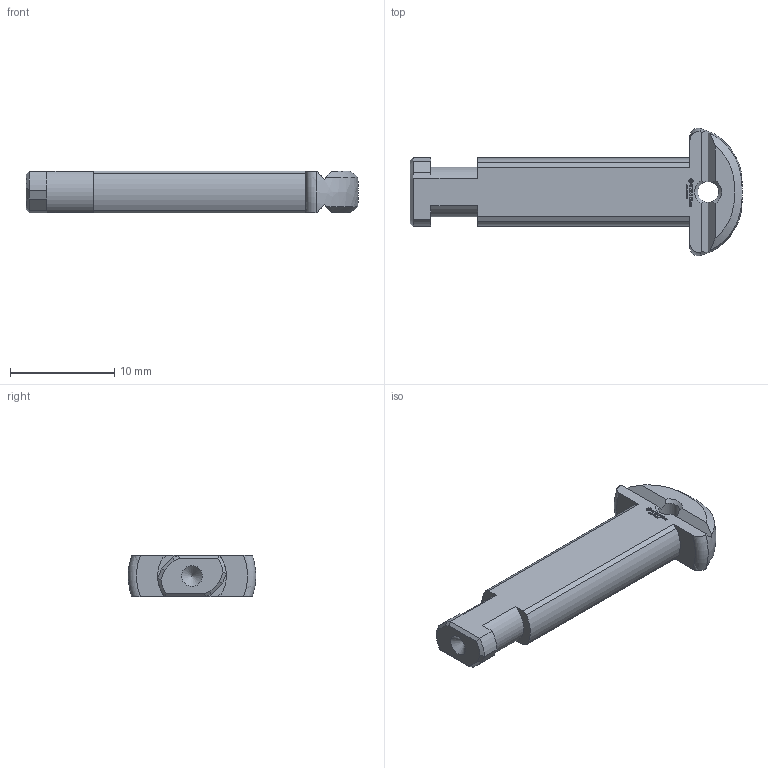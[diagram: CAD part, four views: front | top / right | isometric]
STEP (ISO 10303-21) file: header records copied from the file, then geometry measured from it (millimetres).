
FILE_DESCRIPTION(('FreeCAD Model'),'2;1');
FILE_NAME('Open CASCADE Shape Model','2022-06-09T15:00:47',('Author'),( ''),'Open CASCADE STEP processor 7.5','FreeCAD','Unknown');
FILE_SCHEMA(('AUTOMOTIVE_DESIGN { 1 0 10303 214 1 1 1 1 }'));
Length unit declared in the file: millimetre
Products named in the file (1): Pin CL RHD BU01.75 - SPN-PIN-0047 (stemfie.org)
Bounding box: 31.88 x 12.25 x 4 mm (x, y, z)
Volume: 785.1 mm3; surface area: 726 mm2
Topology: 1 solids, 1 shells, 465 faces, 1302 edges, 868 vertices
Faces by surface type: plane 342, bspline 106, cone 8, cylinder 7, torus 2
Full cylindrical faces by diameter (mm): 2 x1
Entity records: 33869 total; most frequent: CARTESIAN_POINT 9390, DIRECTION 3895, LINE 3077, VECTOR 3077, ORIENTED_EDGE 2600, PCURVE 2600, DEFINITIONAL_REPRESENTATION 2600, EDGE_CURVE 1300
